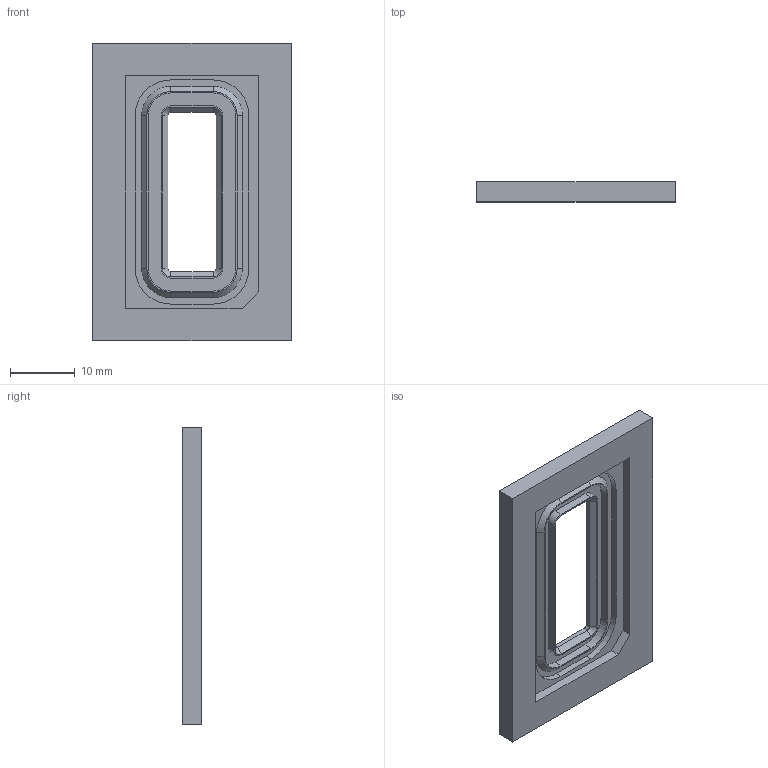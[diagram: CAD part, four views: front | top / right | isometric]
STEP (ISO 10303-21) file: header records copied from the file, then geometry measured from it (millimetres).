
FILE_DESCRIPTION(('FreeCAD Model'),'2;1');
FILE_NAME('Open CASCADE Shape Model','2025-11-03T20:18:29',(''),(''), 'Open CASCADE STEP processor 7.8','FreeCAD','Unknown');
FILE_SCHEMA(('AUTOMOTIVE_DESIGN { 1 0 10303 214 1 1 1 1 }'));
Length unit declared in the file: millimetre
Products named in the file (1): BMWSiliconeHelper
Bounding box: 30.5 x 3 x 45.86 mm (x, y, z)
Volume: 2486.3 mm3; surface area: 3458.8 mm2
Topology: 1 solids, 1 shells, 72 faces, 179 edges, 114 vertices
Faces by surface type: plane 44, cylinder 20, cone 8
Entity records: 2149 total; most frequent: DIRECTION 373, CARTESIAN_POINT 366, ORIENTED_EDGE 358, EDGE_CURVE 179, LINE 131, VECTOR 131, AXIS2_PLACEMENT_3D 121, VERTEX_POINT 114
